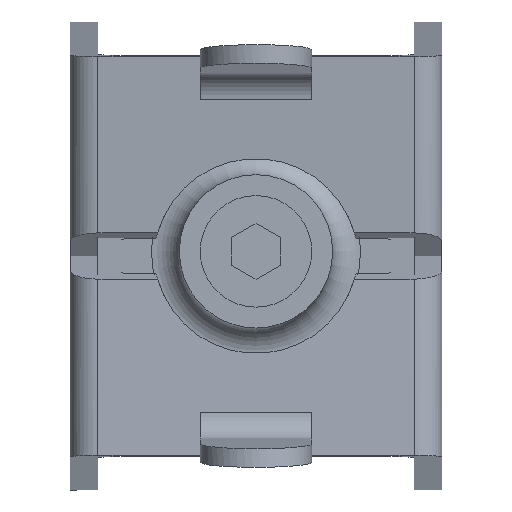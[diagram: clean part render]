
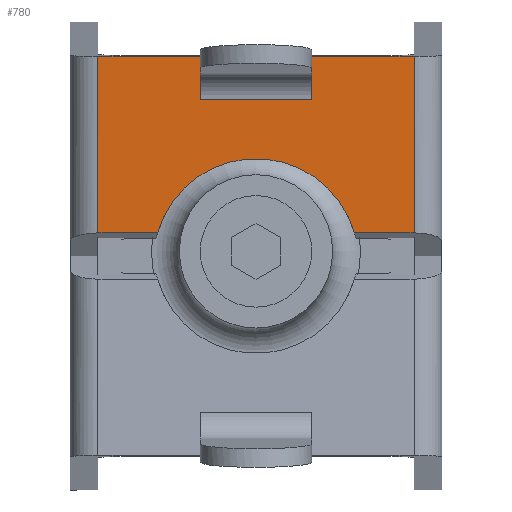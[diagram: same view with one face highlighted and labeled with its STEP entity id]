
A CAD part, front view. The second image highlights one B-rep face of the part: STEP entity #780.
In plain terms, the highlighted face is planar.
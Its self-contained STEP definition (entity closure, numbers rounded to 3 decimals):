
#112=CARTESIAN_POINT('',(4.602,75.0,14.));
#113=VERTEX_POINT('',#112);
#131=CARTESIAN_POINT('',(4.602,75.0,26.0));
#132=VERTEX_POINT('',#131);
#140=CARTESIAN_POINT('',(4.602,75.0,26.0));
#141=DIRECTION('',(0.0,0.0,-1.0));
#142=VECTOR('',#141,12.0);
#143=LINE('',#140,#142);
#144=EDGE_CURVE('',#132,#113,#143,.T.);
#674=CARTESIAN_POINT('',(19.0,75.0,30.583));
#675=VERTEX_POINT('',#674);
#692=CARTESIAN_POINT('',(19.0,75.0,9.417));
#693=VERTEX_POINT('',#692);
#701=CARTESIAN_POINT('',(22.0,75.0,20.0));
#702=DIRECTION('',(0.0,-1.0,0.0));
#703=DIRECTION('',(-1.0,0.0,0.0));
#704=AXIS2_PLACEMENT_3D('',#701,#702,#703);
#705=CIRCLE('',#704,11.0);
#706=EDGE_CURVE('',#675,#693,#705,.T.);
#711=CARTESIAN_POINT('',(0.0,75.0,0.0));
#712=DIRECTION('',(0.0,1.0,0.0));
#713=DIRECTION('',(0.0,0.0,1.0));
#714=AXIS2_PLACEMENT_3D('',#711,#712,#713);
#715=PLANE('',#714);
#716=CARTESIAN_POINT('',(0.0,75.0,26.0));
#717=VERTEX_POINT('',#716);
#718=CARTESIAN_POINT('',(4.602,75.0,26.0));
#719=DIRECTION('',(-1.0,0.0,0.0));
#720=VECTOR('',#719,4.602);
#721=LINE('',#718,#720);
#722=EDGE_CURVE('',#132,#717,#721,.T.);
#723=ORIENTED_EDGE('',*,*,#722,.T.);
#724=CARTESIAN_POINT('',(0.0,75.0,37.0));
#725=VERTEX_POINT('',#724);
#726=CARTESIAN_POINT('',(0.0,75.0,26.0));
#727=DIRECTION('',(0.0,0.0,1.0));
#728=VECTOR('',#727,11.0);
#729=LINE('',#726,#728);
#730=EDGE_CURVE('',#717,#725,#729,.T.);
#731=ORIENTED_EDGE('',*,*,#730,.T.);
#732=CARTESIAN_POINT('',(19.0,75.0,37.0));
#733=VERTEX_POINT('',#732);
#734=CARTESIAN_POINT('',(19.0,75.0,37.0));
#735=DIRECTION('',(-1.0,0.0,0.0));
#736=VECTOR('',#735,19.0);
#737=LINE('',#734,#736);
#738=EDGE_CURVE('',#733,#725,#737,.T.);
#739=ORIENTED_EDGE('',*,*,#738,.F.);
#740=CARTESIAN_POINT('',(19.0,75.0,37.0));
#741=DIRECTION('',(0.0,0.0,-1.0));
#742=VECTOR('',#741,6.417);
#743=LINE('',#740,#742);
#744=EDGE_CURVE('',#733,#675,#743,.T.);
#745=ORIENTED_EDGE('',*,*,#744,.T.);
#746=ORIENTED_EDGE('',*,*,#706,.T.);
#747=CARTESIAN_POINT('',(19.0,75.0,3.0));
#748=VERTEX_POINT('',#747);
#749=CARTESIAN_POINT('',(19.0,75.0,9.417));
#750=DIRECTION('',(0.0,0.0,-1.0));
#751=VECTOR('',#750,6.417);
#752=LINE('',#749,#751);
#753=EDGE_CURVE('',#693,#748,#752,.T.);
#754=ORIENTED_EDGE('',*,*,#753,.T.);
#755=CARTESIAN_POINT('',(0.0,75.0,3.0));
#756=VERTEX_POINT('',#755);
#757=CARTESIAN_POINT('',(0.0,75.0,3.0));
#758=DIRECTION('',(1.0,0.0,0.0));
#759=VECTOR('',#758,19.0);
#760=LINE('',#757,#759);
#761=EDGE_CURVE('',#756,#748,#760,.T.);
#762=ORIENTED_EDGE('',*,*,#761,.F.);
#763=CARTESIAN_POINT('',(0.0,75.0,14.));
#764=VERTEX_POINT('',#763);
#765=CARTESIAN_POINT('',(0.0,75.0,3.0));
#766=DIRECTION('',(0.0,0.0,1.0));
#767=VECTOR('',#766,11.);
#768=LINE('',#765,#767);
#769=EDGE_CURVE('',#756,#764,#768,.T.);
#770=ORIENTED_EDGE('',*,*,#769,.T.);
#771=CARTESIAN_POINT('',(0.0,75.0,14.));
#772=DIRECTION('',(1.0,0.0,0.0));
#773=VECTOR('',#772,4.602);
#774=LINE('',#771,#773);
#775=EDGE_CURVE('',#764,#113,#774,.T.);
#776=ORIENTED_EDGE('',*,*,#775,.T.);
#777=ORIENTED_EDGE('',*,*,#144,.F.);
#778=EDGE_LOOP('',(#723,#731,#739,#745,#746,#754,#762,#770,#776,#777));
#779=FACE_OUTER_BOUND('',#778,.T.);
#780=ADVANCED_FACE('',(#779),#715,.T.);
